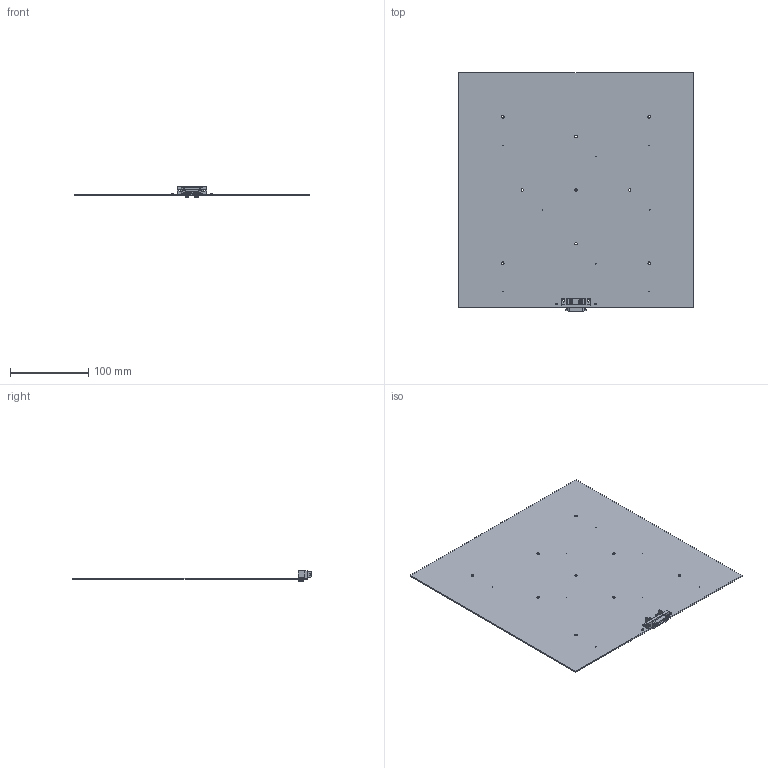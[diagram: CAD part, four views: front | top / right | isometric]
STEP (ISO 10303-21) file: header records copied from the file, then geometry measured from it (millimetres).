
FILE_DESCRIPTION(('Open CASCADE Model'),'2;1');
FILE_NAME('Open CASCADE Shape Model','2017-03-29T20:27:59',('Author'),( 'Open CASCADE'),'Open CASCADE STEP processor 6.5','Open CASCADE 6.5' ,'Unknown');
FILE_SCHEMA(('AUTOMOTIVE_DESIGN { 1 0 10303 214 1 1 1 1 }'));
Length unit declared in the file: millimetre
Products named in the file (12): PCB; BoardTransmitter_PCB; D2Transmitter_PCB; 559969808; Extruded; 559977104; 562039312; Cylinder; D1Transmitter_PCB; P1Transmitter_PCB; N10226-5212-XC-01_step
Assembly tree (16 placements, depth 4):
  PCB
    BoardTransmitter_PCB
    D2Transmitter_PCB
      559969808
        Extruded
      559977104
        Extruded
      562039312  x2
        Cylinder
    D1Transmitter_PCB
      559969808
        Extruded
      559977104
        Extruded
      562039312  x2
        Cylinder
    P1Transmitter_PCB
      N10226-5212-XC-01_step
Bounding box: 300 x 305.07 x 13.21 mm (x, y, z)
Volume: 146071.9 mm3; surface area: 184957.3 mm2
Topology: 10 solids, 10 shells, 394 faces, 1068 edges, 712 vertices
Faces by surface type: plane 324, cylinder 70
Full cylindrical faces by diameter (mm): 0.305 x16, 0.711 x26, 1 x4, 2.845 x2, 3.2 x9
Entity records: 28811 total; most frequent: CARTESIAN_POINT 12643, B_SPLINE_CURVE_WITH_KNOTS 2441, ORIENTED_EDGE 2046, PCURVE 2046, DEFINITIONAL_REPRESENTATION 2046, DIRECTION 1400, EDGE_CURVE 1023, SURFACE_CURVE 969
